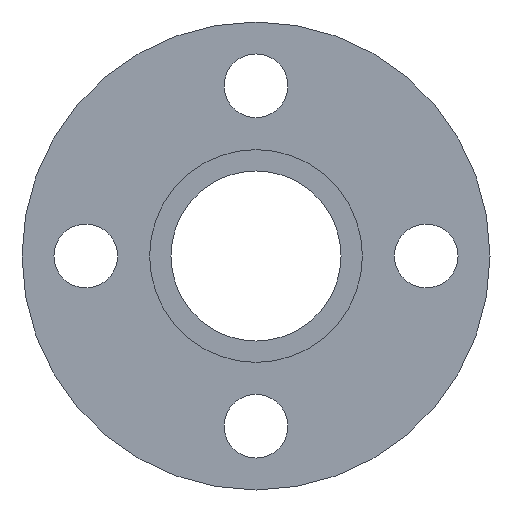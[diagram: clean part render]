
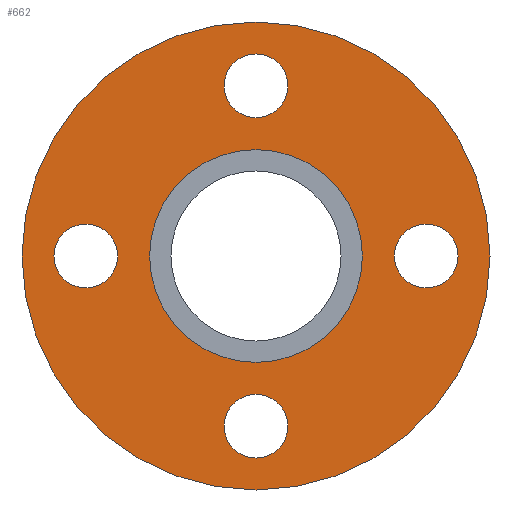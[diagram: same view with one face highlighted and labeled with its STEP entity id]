
A CAD part, front view. The second image highlights one B-rep face of the part: STEP entity #662.
In plain terms, the highlighted planar face has unit normal (0, -1, 0).
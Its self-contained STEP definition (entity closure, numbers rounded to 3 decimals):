
#4 = PLANE ( 'NONE',  #259 ) ;
#8 = FACE_OUTER_BOUND ( 'NONE', #527, .T. ) ;
#13 = CARTESIAN_POINT ( 'NONE',  ( -10.372, -12.543, -5. ) ) ;
#17 = CIRCLE ( 'NONE', #400, 11. ) ;
#18 = VERTEX_POINT ( 'NONE', #568 ) ;
#28 = DIRECTION ( 'NONE',  ( 0., 0., 1. ) ) ;
#30 = EDGE_CURVE ( 'NONE', #18, #205, #546, .T. ) ;
#42 = ORIENTED_EDGE ( 'NONE', *, *, #347, .T. ) ;
#46 = DIRECTION ( 'NONE',  ( 0., 0., 1. ) ) ;
#57 = EDGE_CURVE ( 'NONE', #598, #466, #604, .T. ) ;
#65 = AXIS2_PLACEMENT_3D ( 'NONE', #120, #226, #28 ) ;
#70 = ORIENTED_EDGE ( 'NONE', *, *, #89, .T. ) ;
#73 = CARTESIAN_POINT ( 'NONE',  ( -10.372, -12.543, -8. ) ) ;
#80 = CARTESIAN_POINT ( 'NONE',  ( -18.372, -12.543, 0. ) ) ;
#82 = AXIS2_PLACEMENT_3D ( 'NONE', #285, #505, #174 ) ;
#86 = EDGE_CURVE ( 'NONE', #678, #320, #511, .T. ) ;
#88 = CARTESIAN_POINT ( 'NONE',  ( -10.372, -12.543, 0. ) ) ;
#89 = EDGE_CURVE ( 'NONE', #466, #598, #182, .T. ) ;
#92 = CARTESIAN_POINT ( 'NONE',  ( -10.372, -12.543, 0. ) ) ;
#97 = CIRCLE ( 'NONE', #170, 1.5 ) ;
#110 = AXIS2_PLACEMENT_3D ( 'NONE', #449, #445, #183 ) ;
#113 = VERTEX_POINT ( 'NONE', #625 ) ;
#120 = CARTESIAN_POINT ( 'NONE',  ( -10.372, -12.543, -8. ) ) ;
#126 = DIRECTION ( 'NONE',  ( 0., 0., 1. ) ) ;
#134 = CARTESIAN_POINT ( 'NONE',  ( -10.372, -12.543, 0. ) ) ;
#140 = CIRCLE ( 'NONE', #503, 1.5 ) ;
#152 = VERTEX_POINT ( 'NONE', #326 ) ;
#154 = ORIENTED_EDGE ( 'NONE', *, *, #362, .T. ) ;
#170 = AXIS2_PLACEMENT_3D ( 'NONE', #80, #681, #683 ) ;
#171 = FACE_BOUND ( 'NONE', #450, .T. ) ;
#174 = DIRECTION ( 'NONE',  ( 0., 0., 1. ) ) ;
#178 = AXIS2_PLACEMENT_3D ( 'NONE', #92, #257, #481 ) ;
#180 = ORIENTED_EDGE ( 'NONE', *, *, #86, .T. ) ;
#182 = CIRCLE ( 'NONE', #199, 1.5 ) ;
#183 = DIRECTION ( 'NONE',  ( 0., 0., 1. ) ) ;
#192 = DIRECTION ( 'NONE',  ( 0., -1., 0. ) ) ;
#198 = EDGE_CURVE ( 'NONE', #320, #678, #358, .T. ) ;
#199 = AXIS2_PLACEMENT_3D ( 'NONE', #672, #560, #618 ) ;
#202 = ORIENTED_EDGE ( 'NONE', *, *, #520, .F. ) ;
#205 = VERTEX_POINT ( 'NONE', #666 ) ;
#206 = CARTESIAN_POINT ( 'NONE',  ( -18.372, -12.543, -1.5 ) ) ;
#209 = EDGE_LOOP ( 'NONE', ( #646, #539 ) ) ;
#215 = DIRECTION ( 'NONE',  ( 0., 0., 1. ) ) ;
#223 = CIRCLE ( 'NONE', #606, 11. ) ;
#226 = DIRECTION ( 'NONE',  ( 0., 1., 0. ) ) ;
#238 = AXIS2_PLACEMENT_3D ( 'NONE', #680, #490, #126 ) ;
#244 = EDGE_CURVE ( 'NONE', #592, #152, #515, .T. ) ;
#250 = DIRECTION ( 'NONE',  ( 0., 1., 0. ) ) ;
#257 = DIRECTION ( 'NONE',  ( 0., -1., 0. ) ) ;
#259 = AXIS2_PLACEMENT_3D ( 'NONE', #658, #663, #215 ) ;
#261 = CARTESIAN_POINT ( 'NONE',  ( -2.372, -12.543, 0. ) ) ;
#285 = CARTESIAN_POINT ( 'NONE',  ( -18.372, -12.543, 0. ) ) ;
#309 = CIRCLE ( 'NONE', #438, 5. ) ;
#320 = VERTEX_POINT ( 'NONE', #354 ) ;
#323 = CARTESIAN_POINT ( 'NONE',  ( -10.372, -12.543, 11. ) ) ;
#326 = CARTESIAN_POINT ( 'NONE',  ( -18.372, -12.543, 1.5 ) ) ;
#328 = CARTESIAN_POINT ( 'NONE',  ( -10.372, -12.543, -11. ) ) ;
#347 = EDGE_CURVE ( 'NONE', #152, #592, #97, .T. ) ;
#354 = CARTESIAN_POINT ( 'NONE',  ( -10.372, -12.543, -6.5 ) ) ;
#358 = CIRCLE ( 'NONE', #65, 1.5 ) ;
#362 = EDGE_CURVE ( 'NONE', #673, #655, #223, .T. ) ;
#372 = EDGE_CURVE ( 'NONE', #655, #673, #17, .T. ) ;
#380 = FACE_BOUND ( 'NONE', #209, .T. ) ;
#390 = DIRECTION ( 'NONE',  ( 0., 0., 1. ) ) ;
#391 = ORIENTED_EDGE ( 'NONE', *, *, #416, .F. ) ;
#400 = AXIS2_PLACEMENT_3D ( 'NONE', #686, #401, #581 ) ;
#401 = DIRECTION ( 'NONE',  ( 0., -1., 0. ) ) ;
#416 = EDGE_CURVE ( 'NONE', #699, #113, #309, .T. ) ;
#428 = FACE_BOUND ( 'NONE', #529, .T. ) ;
#434 = FACE_BOUND ( 'NONE', #619, .T. ) ;
#438 = AXIS2_PLACEMENT_3D ( 'NONE', #88, #523, #688 ) ;
#440 = EDGE_LOOP ( 'NONE', ( #391, #202 ) ) ;
#445 = DIRECTION ( 'NONE',  ( 0., 1., 0. ) ) ;
#446 = CIRCLE ( 'NONE', #178, 5. ) ;
#449 = CARTESIAN_POINT ( 'NONE',  ( -10.372, -12.543, 8. ) ) ;
#450 = EDGE_LOOP ( 'NONE', ( #500, #70 ) ) ;
#461 = DIRECTION ( 'NONE',  ( 0., 0., -1. ) ) ;
#464 = CARTESIAN_POINT ( 'NONE',  ( -10.372, -12.543, 6.5 ) ) ;
#466 = VERTEX_POINT ( 'NONE', #464 ) ;
#481 = DIRECTION ( 'NONE',  ( 0., 0., -1. ) ) ;
#490 = DIRECTION ( 'NONE',  ( 0., 1., 0. ) ) ;
#500 = ORIENTED_EDGE ( 'NONE', *, *, #57, .T. ) ;
#503 = AXIS2_PLACEMENT_3D ( 'NONE', #261, #250, #46 ) ;
#505 = DIRECTION ( 'NONE',  ( 0., 1., 0. ) ) ;
#511 = CIRCLE ( 'NONE', #691, 1.5 ) ;
#515 = CIRCLE ( 'NONE', #82, 1.5 ) ;
#520 = EDGE_CURVE ( 'NONE', #113, #699, #446, .T. ) ;
#523 = DIRECTION ( 'NONE',  ( 0., -1., 0. ) ) ;
#527 = EDGE_LOOP ( 'NONE', ( #536, #154 ) ) ;
#529 = EDGE_LOOP ( 'NONE', ( #42, #645 ) ) ;
#530 = CARTESIAN_POINT ( 'NONE',  ( -10.372, -12.543, 9.5 ) ) ;
#536 = ORIENTED_EDGE ( 'NONE', *, *, #372, .T. ) ;
#539 = ORIENTED_EDGE ( 'NONE', *, *, #567, .T. ) ;
#546 = CIRCLE ( 'NONE', #238, 1.5 ) ;
#554 = CARTESIAN_POINT ( 'NONE',  ( -10.372, -12.543, -9.5 ) ) ;
#560 = DIRECTION ( 'NONE',  ( 0., 1., 0. ) ) ;
#563 = DIRECTION ( 'NONE',  ( 0., 1., 0. ) ) ;
#567 = EDGE_CURVE ( 'NONE', #205, #18, #140, .T. ) ;
#568 = CARTESIAN_POINT ( 'NONE',  ( -2.372, -12.543, 1.5 ) ) ;
#581 = DIRECTION ( 'NONE',  ( 0., 0., -1. ) ) ;
#592 = VERTEX_POINT ( 'NONE', #206 ) ;
#598 = VERTEX_POINT ( 'NONE', #530 ) ;
#604 = CIRCLE ( 'NONE', #110, 1.5 ) ;
#606 = AXIS2_PLACEMENT_3D ( 'NONE', #134, #192, #461 ) ;
#618 = DIRECTION ( 'NONE',  ( 0., 0., 1. ) ) ;
#619 = EDGE_LOOP ( 'NONE', ( #630, #180 ) ) ;
#625 = CARTESIAN_POINT ( 'NONE',  ( -10.372, -12.543, 5. ) ) ;
#630 = ORIENTED_EDGE ( 'NONE', *, *, #198, .T. ) ;
#645 = ORIENTED_EDGE ( 'NONE', *, *, #244, .T. ) ;
#646 = ORIENTED_EDGE ( 'NONE', *, *, #30, .T. ) ;
#655 = VERTEX_POINT ( 'NONE', #328 ) ;
#658 = CARTESIAN_POINT ( 'NONE',  ( -21.372, -12.543, 0. ) ) ;
#662 = ADVANCED_FACE ( 'NONE', ( #434, #380, #171, #428, #668, #8 ), #4, .F. ) ;
#663 = DIRECTION ( 'NONE',  ( 0., 1., 0. ) ) ;
#666 = CARTESIAN_POINT ( 'NONE',  ( -2.372, -12.543, -1.5 ) ) ;
#668 = FACE_BOUND ( 'NONE', #440, .T. ) ;
#672 = CARTESIAN_POINT ( 'NONE',  ( -10.372, -12.543, 8. ) ) ;
#673 = VERTEX_POINT ( 'NONE', #323 ) ;
#678 = VERTEX_POINT ( 'NONE', #554 ) ;
#680 = CARTESIAN_POINT ( 'NONE',  ( -2.372, -12.543, 0. ) ) ;
#681 = DIRECTION ( 'NONE',  ( 0., 1., 0. ) ) ;
#683 = DIRECTION ( 'NONE',  ( 0., 0., 1. ) ) ;
#686 = CARTESIAN_POINT ( 'NONE',  ( -10.372, -12.543, 0. ) ) ;
#688 = DIRECTION ( 'NONE',  ( 0., 0., -1. ) ) ;
#691 = AXIS2_PLACEMENT_3D ( 'NONE', #73, #563, #390 ) ;
#699 = VERTEX_POINT ( 'NONE', #13 ) ;
